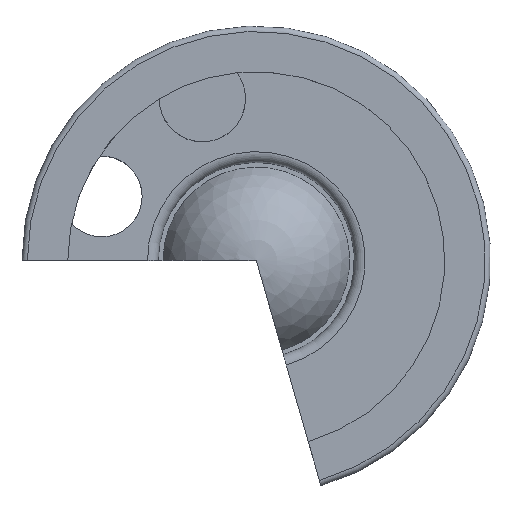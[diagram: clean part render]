
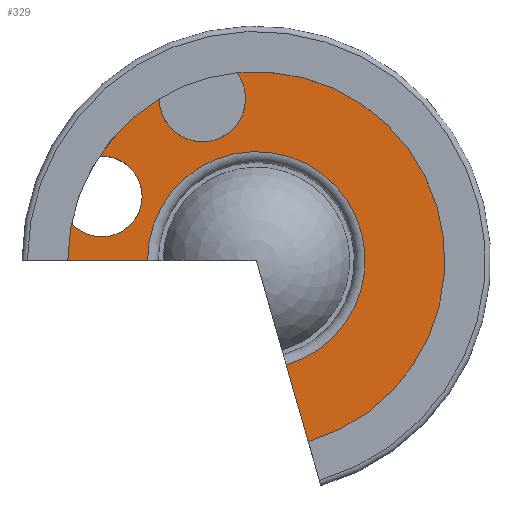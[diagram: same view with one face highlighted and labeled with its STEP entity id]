
A CAD part, top view. The second image highlights one B-rep face of the part: STEP entity #329.
In plain terms, the highlighted planar face has unit normal (0, 0, 1).
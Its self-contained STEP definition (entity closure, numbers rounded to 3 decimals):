
#21=PLANE('',#369);
#33=LINE('',#583,#53);
#34=LINE('',#586,#54);
#53=VECTOR('',#445,10.);
#54=VECTOR('',#448,10.);
#80=FACE_OUTER_BOUND('',#99,.T.);
#99=EDGE_LOOP('',(#243,#244,#245,#246,#247,#248,#249,#250,#251));
#119=CIRCLE('',#363,8.);
#121=CIRCLE('',#367,35.);
#123=CIRCLE('',#370,35.);
#124=CIRCLE('',#371,7.5);
#125=CIRCLE('',#372,7.5);
#126=CIRCLE('',#373,35.);
#127=CIRCLE('',#374,20.2);
#150=VERTEX_POINT('',#560);
#151=VERTEX_POINT('',#561);
#152=VERTEX_POINT('',#568);
#154=VERTEX_POINT('',#574);
#155=VERTEX_POINT('',#576);
#156=VERTEX_POINT('',#578);
#157=VERTEX_POINT('',#580);
#158=VERTEX_POINT('',#582);
#159=VERTEX_POINT('',#584);
#182=EDGE_CURVE('',#150,#151,#119,.T.);
#186=EDGE_CURVE('',#150,#152,#121,.T.);
#189=EDGE_CURVE('',#154,#151,#123,.T.);
#190=EDGE_CURVE('',#154,#155,#124,.T.);
#191=EDGE_CURVE('',#155,#156,#125,.T.);
#192=EDGE_CURVE('',#157,#156,#126,.T.);
#193=EDGE_CURVE('',#157,#158,#33,.T.);
#194=EDGE_CURVE('',#159,#158,#127,.T.);
#195=EDGE_CURVE('',#152,#159,#34,.T.);
#243=ORIENTED_EDGE('',*,*,#182,.T.);
#244=ORIENTED_EDGE('',*,*,#189,.F.);
#245=ORIENTED_EDGE('',*,*,#190,.T.);
#246=ORIENTED_EDGE('',*,*,#191,.T.);
#247=ORIENTED_EDGE('',*,*,#192,.F.);
#248=ORIENTED_EDGE('',*,*,#193,.T.);
#249=ORIENTED_EDGE('',*,*,#194,.F.);
#250=ORIENTED_EDGE('',*,*,#195,.F.);
#251=ORIENTED_EDGE('',*,*,#186,.F.);
#329=ADVANCED_FACE('',(#80),#21,.T.);
#363=AXIS2_PLACEMENT_3D('',#562,#420,#421);
#367=AXIS2_PLACEMENT_3D('',#569,#430,#431);
#369=AXIS2_PLACEMENT_3D('',#573,#435,#436);
#370=AXIS2_PLACEMENT_3D('',#575,#437,#438);
#371=AXIS2_PLACEMENT_3D('',#577,#439,#440);
#372=AXIS2_PLACEMENT_3D('',#579,#441,#442);
#373=AXIS2_PLACEMENT_3D('',#581,#443,#444);
#374=AXIS2_PLACEMENT_3D('',#585,#446,#447);
#420=DIRECTION('center_axis',(0.,0.,-1.));
#421=DIRECTION('ref_axis',(-1.,0.,0.));
#430=DIRECTION('center_axis',(0.,0.,-1.));
#431=DIRECTION('ref_axis',(-1.,0.,0.));
#435=DIRECTION('center_axis',(0.,0.,1.));
#436=DIRECTION('ref_axis',(1.,0.,0.));
#437=DIRECTION('center_axis',(0.,0.,-1.));
#438=DIRECTION('ref_axis',(-1.,0.,0.));
#439=DIRECTION('center_axis',(0.,0.,-1.));
#440=DIRECTION('ref_axis',(-1.,0.,0.));
#441=DIRECTION('center_axis',(0.,0.,-1.));
#442=DIRECTION('ref_axis',(-1.,0.,0.));
#443=DIRECTION('center_axis',(0.,0.,-1.));
#444=DIRECTION('ref_axis',(-1.,0.,0.));
#445=DIRECTION('',(1.,0.,0.));
#446=DIRECTION('center_axis',(0.,0.,1.));
#447=DIRECTION('ref_axis',(0.602,0.799,0.));
#448=DIRECTION('',(-0.276,0.961,0.));
#560=CARTESIAN_POINT('',(6.39,34.813,35.));
#561=CARTESIAN_POINT('',(-8.,30.017,35.));
#562=CARTESIAN_POINT('Origin',(0.,30.,35.));
#568=CARTESIAN_POINT('',(19.647,-33.644,35.));
#569=CARTESIAN_POINT('Origin',(10.,0.,35.));
#573=CARTESIAN_POINT('Origin',(-25.,0.,35.));
#574=CARTESIAN_POINT('',(-19.155,19.365,35.));
#575=CARTESIAN_POINT('Origin',(10.,0.,35.));
#576=CARTESIAN_POINT('',(-11.198,11.879,35.));
#577=CARTESIAN_POINT('Origin',(-18.698,11.879,35.));
#578=CARTESIAN_POINT('',(-24.312,6.905,35.));
#579=CARTESIAN_POINT('Origin',(-18.698,11.879,35.));
#580=CARTESIAN_POINT('',(-25.,0.,35.));
#581=CARTESIAN_POINT('Origin',(10.,0.,35.));
#582=CARTESIAN_POINT('',(-10.2,0.,35.));
#583=CARTESIAN_POINT('',(-25.,0.,35.));
#584=CARTESIAN_POINT('',(15.568,-19.417,35.));
#585=CARTESIAN_POINT('Origin',(10.,0.,35.));
#586=CARTESIAN_POINT('',(19.647,-33.644,35.));
